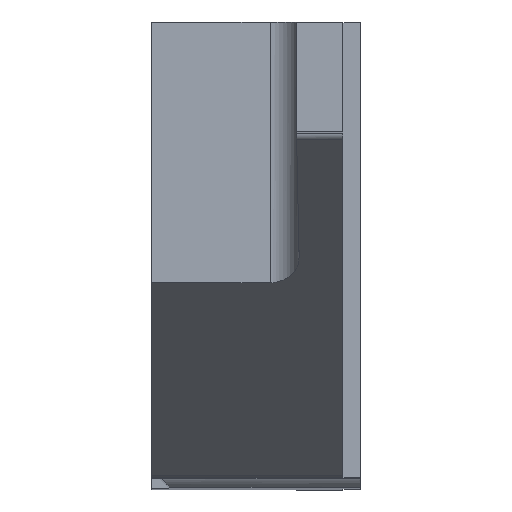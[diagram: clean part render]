
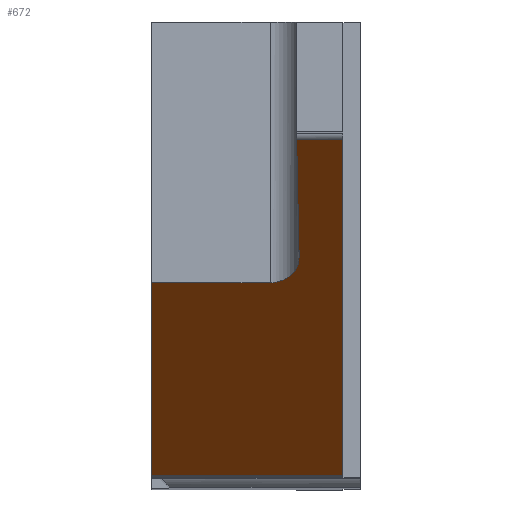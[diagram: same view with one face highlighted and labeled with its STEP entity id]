
A CAD part, top view. The second image highlights one B-rep face of the part: STEP entity #672.
In plain terms, the highlighted planar face has unit normal (0, -0.766, 0.643).
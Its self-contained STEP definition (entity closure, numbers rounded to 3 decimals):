
#4 = DIRECTION ( 'NONE',  ( -0.013, 0.643, 0.766 ) ) ;
#62 = VERTEX_POINT ( 'NONE', #964 ) ;
#87 = DIRECTION ( 'NONE',  ( -1., 0., 0. ) ) ;
#103 = DIRECTION ( 'NONE',  ( 0., -0.643, -0.766 ) ) ;
#110 = EDGE_CURVE ( 'NONE', #1060, #145, #219, .T. ) ;
#137 = EDGE_CURVE ( 'NONE', #873, #1098, #797, .T. ) ;
#140 = CARTESIAN_POINT ( 'NONE',  ( 3.3, -3.813, 13.039 ) ) ;
#145 = VERTEX_POINT ( 'NONE', #288 ) ;
#153 = CARTESIAN_POINT ( 'NONE',  ( 0., -0.489, 17. ) ) ;
#188 = DIRECTION ( 'NONE',  ( 0., -0.643, -0.766 ) ) ;
#212 = EDGE_CURVE ( 'NONE', #1060, #662, #745, .T. ) ;
#213 = LINE ( 'NONE', #683, #1084 ) ;
#219 = LINE ( 'NONE', #407, #382 ) ;
#240 = CARTESIAN_POINT ( 'NONE',  ( 0., -3.813, 13.039 ) ) ;
#249 = AXIS2_PLACEMENT_3D ( 'NONE', #552, #1246, #570 ) ;
#288 = CARTESIAN_POINT ( 'NONE',  ( 2.501, 1.981, 19.943 ) ) ;
#354 = DIRECTION ( 'NONE',  ( 1., 0., 0. ) ) ;
#382 = VECTOR ( 'NONE', #87, 1000. ) ;
#395 = CARTESIAN_POINT ( 'NONE',  ( 0., -3.813, 13.039 ) ) ;
#406 = CARTESIAN_POINT ( 'NONE',  ( 0., -0.489, 17. ) ) ;
#407 = CARTESIAN_POINT ( 'NONE',  ( 0., 1.981, 19.943 ) ) ;
#442 = ORIENTED_EDGE ( 'NONE', *, *, #903, .T. ) ;
#454 = DIRECTION ( 'NONE',  ( 1., 0., 0. ) ) ;
#463 = EDGE_CURVE ( 'NONE', #62, #145, #213, .T. ) ;
#472 = CARTESIAN_POINT ( 'NONE',  ( 0., 2.018, 19.988 ) ) ;
#474 = CARTESIAN_POINT ( 'NONE',  ( 2.044, -0.489, 17. ) ) ;
#552 = CARTESIAN_POINT ( 'NONE',  ( 0., 2.018, 19.988 ) ) ;
#570 = DIRECTION ( 'NONE',  ( 0., -0.643, -0.766 ) ) ;
#573 = ORIENTED_EDGE ( 'NONE', *, *, #137, .F. ) ;
#654 = ORIENTED_EDGE ( 'NONE', *, *, #463, .F. ) ;
#662 = VERTEX_POINT ( 'NONE', #140 ) ;
#672 = ADVANCED_FACE ( 'NONE', ( #1166 ), #952, .T. ) ;
#683 = CARTESIAN_POINT ( 'NONE',  ( 2.5, 2.039, 20.013 ) ) ;
#690 = VECTOR ( 'NONE', #354, 1000. ) ;
#730 = ORIENTED_EDGE ( 'NONE', *, *, #1170, .T. ) ;
#745 = LINE ( 'NONE', #981, #975 ) ;
#777 = CARTESIAN_POINT ( 'NONE',  ( 2.044, -0.489, 17. ) ) ;
#797 = LINE ( 'NONE', #153, #690 ) ;
#873 = VERTEX_POINT ( 'NONE', #406 ) ;
#884 = CARTESIAN_POINT ( 'NONE',  ( 2.341, -0.489, 17. ) ) ;
#903 = EDGE_CURVE ( 'NONE', #62, #1098, #1061, .T. ) ;
#912 = VECTOR ( 'NONE', #454, 1000. ) ;
#913 = EDGE_CURVE ( 'NONE', #873, #918, #1278, .T. ) ;
#918 = VERTEX_POINT ( 'NONE', #240 ) ;
#941 = CARTESIAN_POINT ( 'NONE',  ( 3.3, 1.981, 19.943 ) ) ;
#952 = PLANE ( 'NONE',  #249 ) ;
#964 = CARTESIAN_POINT ( 'NONE',  ( 2.543, -0.062, 17.509 ) ) ;
#975 = VECTOR ( 'NONE', #188, 1000. ) ;
#981 = CARTESIAN_POINT ( 'NONE',  ( 3.3, 2.018, 19.988 ) ) ;
#1029 = ORIENTED_EDGE ( 'NONE', *, *, #110, .T. ) ;
#1060 = VERTEX_POINT ( 'NONE', #941 ) ;
#1061 =( BOUNDED_CURVE ( )  B_SPLINE_CURVE ( 3, ( #1117, #1111, #884, #777 ),
 .UNSPECIFIED., .F., .F. ) 
 B_SPLINE_CURVE_WITH_KNOTS ( ( 4, 4 ),
 ( 1.553, 3.142 ),
 .UNSPECIFIED. ) 
 CURVE ( )  GEOMETRIC_REPRESENTATION_ITEM ( )  RATIONAL_B_SPLINE_CURVE ( ( 1., 0.801, 0.801, 1. ) ) 
 REPRESENTATION_ITEM ( '' )  );
#1084 = VECTOR ( 'NONE', #4, 1000. ) ;
#1087 = ORIENTED_EDGE ( 'NONE', *, *, #212, .F. ) ;
#1098 = VERTEX_POINT ( 'NONE', #474 ) ;
#1104 = VECTOR ( 'NONE', #103, 1000. ) ;
#1111 = CARTESIAN_POINT ( 'NONE',  ( 2.549, -0.311, 17.212 ) ) ;
#1117 = CARTESIAN_POINT ( 'NONE',  ( 2.543, -0.062, 17.509 ) ) ;
#1140 = EDGE_LOOP ( 'NONE', ( #573, #1241, #730, #1087, #1029, #654, #442 ) ) ;
#1166 = FACE_OUTER_BOUND ( 'NONE', #1140, .T. ) ;
#1170 = EDGE_CURVE ( 'NONE', #918, #662, #1263, .T. ) ;
#1241 = ORIENTED_EDGE ( 'NONE', *, *, #913, .T. ) ;
#1246 = DIRECTION ( 'NONE',  ( 0., -0.766, 0.643 ) ) ;
#1263 = LINE ( 'NONE', #395, #912 ) ;
#1278 = LINE ( 'NONE', #472, #1104 ) ;
